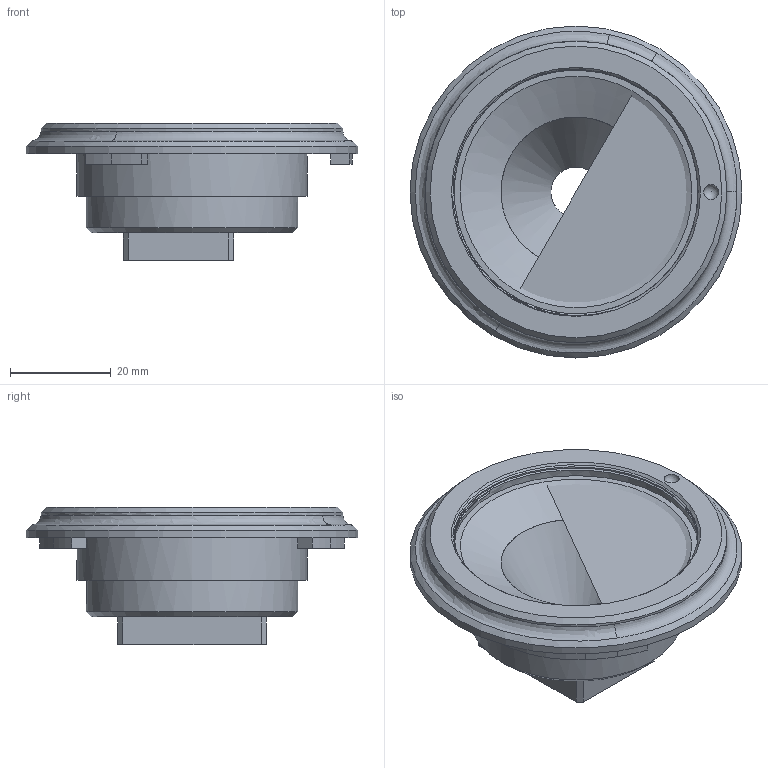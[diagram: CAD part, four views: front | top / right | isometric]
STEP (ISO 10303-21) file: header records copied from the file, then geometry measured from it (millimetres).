
FILE_DESCRIPTION(('HOOPS Exchange Step'),'2;1');
FILE_NAME('temp_export','2023-06-24T00:13:27-04:00',('gmoua'),('Shapr3D Limited'),'HOOPS Exchange 2022.2','Shapr3D','Authorized');
FILE_SCHEMA( ('AUTOMOTIVE_DESIGN { 1 0 10303 214 1 1 1 1 }') );
Length unit declared in the file: millimetre
Products named in the file (1): Lens Body
Bounding box: 66 x 66 x 27.25 mm (x, y, z)
Volume: 30314.1 mm3; surface area: 12328.4 mm2
Topology: 4 solids, 5 shells, 96 faces, 232 edges, 158 vertices
Faces by surface type: plane 46, cylinder 30, bspline 13, cone 4, torus 2, sphere 1
Full cylindrical faces by diameter (mm): 1.3 x7, 10 x1, 11.5 x1, 40 x1, 42 x1, 45.8 x1, 48.5 x1, 60 x1, 66 x1
Entity records: 10515 total; most frequent: CARTESIAN_POINT 8285, ORIENTED_EDGE 462, DIRECTION 425, EDGE_CURVE 231, AXIS2_PLACEMENT_3D 167, VERTEX_POINT 158, EDGE_LOOP 115, FACE_BOUND 115
